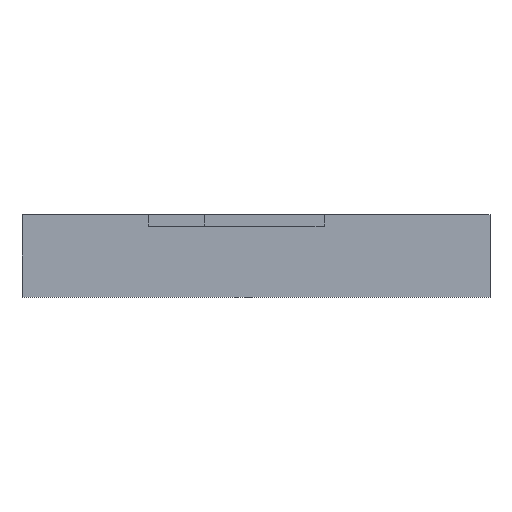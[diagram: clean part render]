
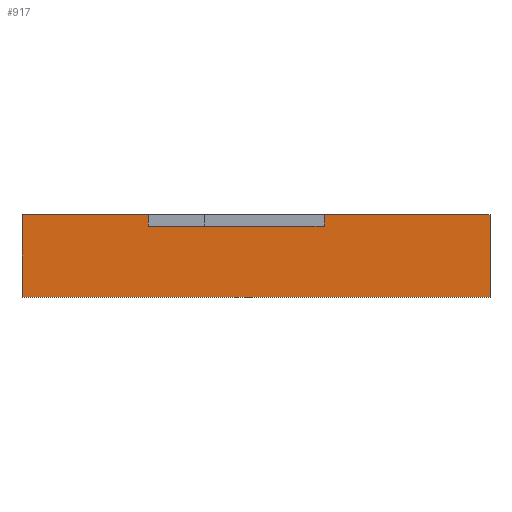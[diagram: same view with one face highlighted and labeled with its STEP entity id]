
A CAD part, left-side view. The second image highlights one B-rep face of the part: STEP entity #917.
In plain terms, the highlighted planar face has unit normal (-1, 0, 0).
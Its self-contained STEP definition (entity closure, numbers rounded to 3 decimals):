
#218 = CARTESIAN_POINT ( 'NONE',  ( -6.33, -2.05, 0.9 ) ) ;
#220 = ORIENTED_EDGE ( 'NONE', *, *, #3214, .T. ) ;
#261 = EDGE_CURVE ( 'NONE', #2377, #1169, #2194, .T. ) ;
#294 = LINE ( 'NONE', #218, #656 ) ;
#312 = DIRECTION ( 'NONE',  ( 0., -1., 0. ) ) ;
#356 = CARTESIAN_POINT ( 'NONE',  ( -6.33, 3.25, 1.25 ) ) ;
#413 = DIRECTION ( 'NONE',  ( 0., -1., 0. ) ) ;
#447 = VERTEX_POINT ( 'NONE', #3501 ) ;
#533 = DIRECTION ( 'NONE',  ( 0., 0., -1. ) ) ;
#535 = LINE ( 'NONE', #3813, #811 ) ;
#656 = VECTOR ( 'NONE', #1725, 1000. ) ;
#682 = CARTESIAN_POINT ( 'NONE',  ( -6.33, 7.05, 1.25 ) ) ;
#724 = CARTESIAN_POINT ( 'NONE',  ( -6.33, -2.05, 1.25 ) ) ;
#811 = VECTOR ( 'NONE', #312, 1000. ) ;
#839 = VECTOR ( 'NONE', #3323, 1000. ) ;
#917 = ADVANCED_FACE ( 'NONE', ( #1029 ), #3789, .F. ) ;
#950 = CARTESIAN_POINT ( 'NONE',  ( -6.33, -7.05, 0. ) ) ;
#1029 = FACE_OUTER_BOUND ( 'NONE', #1805, .T. ) ;
#1165 = CARTESIAN_POINT ( 'NONE',  ( -6.33, -7.05, 1.25 ) ) ;
#1166 = CARTESIAN_POINT ( 'NONE',  ( -6.33, 3.25, 0.9 ) ) ;
#1169 = VERTEX_POINT ( 'NONE', #1245 ) ;
#1208 = VECTOR ( 'NONE', #413, 1000. ) ;
#1245 = CARTESIAN_POINT ( 'NONE',  ( -6.33, 7.05, 1.25 ) ) ;
#1270 = DIRECTION ( 'NONE',  ( 0., -1., 0. ) ) ;
#1325 = CARTESIAN_POINT ( 'NONE',  ( -6.33, 7.05, -1.25 ) ) ;
#1327 = LINE ( 'NONE', #2739, #1884 ) ;
#1424 = VECTOR ( 'NONE', #2543, 1000. ) ;
#1429 = CARTESIAN_POINT ( 'NONE',  ( -6.33, 7.05, 1.25 ) ) ;
#1435 = EDGE_CURVE ( 'NONE', #1169, #3353, #3418, .T. ) ;
#1452 = VERTEX_POINT ( 'NONE', #724 ) ;
#1725 = DIRECTION ( 'NONE',  ( 0., 0., -1. ) ) ;
#1741 = ORIENTED_EDGE ( 'NONE', *, *, #2213, .F. ) ;
#1805 = EDGE_LOOP ( 'NONE', ( #220, #2852, #2465, #3153, #1741, #2247, #2139, #2016 ) ) ;
#1884 = VECTOR ( 'NONE', #1270, 1000. ) ;
#1899 = CARTESIAN_POINT ( 'NONE',  ( -6.33, 7.05, 1.25 ) ) ;
#1932 = VECTOR ( 'NONE', #2332, 1000. ) ;
#1969 = CARTESIAN_POINT ( 'NONE',  ( -6.33, -7.05, -1.25 ) ) ;
#2016 = ORIENTED_EDGE ( 'NONE', *, *, #2717, .F. ) ;
#2019 = EDGE_CURVE ( 'NONE', #1452, #3505, #294, .T. ) ;
#2139 = ORIENTED_EDGE ( 'NONE', *, *, #2019, .T. ) ;
#2194 = LINE ( 'NONE', #3416, #1424 ) ;
#2213 = EDGE_CURVE ( 'NONE', #2629, #2412, #3489, .T. ) ;
#2247 = ORIENTED_EDGE ( 'NONE', *, *, #3375, .F. ) ;
#2332 = DIRECTION ( 'NONE',  ( 0., 0., 1. ) ) ;
#2339 = DIRECTION ( 'NONE',  ( 1., 0., 0. ) ) ;
#2377 = VERTEX_POINT ( 'NONE', #1325 ) ;
#2412 = VERTEX_POINT ( 'NONE', #1969 ) ;
#2465 = ORIENTED_EDGE ( 'NONE', *, *, #261, .F. ) ;
#2543 = DIRECTION ( 'NONE',  ( 0., 0., 1. ) ) ;
#2629 = VERTEX_POINT ( 'NONE', #1165 ) ;
#2716 = LINE ( 'NONE', #1166, #1932 ) ;
#2717 = EDGE_CURVE ( 'NONE', #447, #3505, #535, .T. ) ;
#2739 = CARTESIAN_POINT ( 'NONE',  ( -6.33, 7.05, -1.25 ) ) ;
#2852 = ORIENTED_EDGE ( 'NONE', *, *, #1435, .F. ) ;
#2932 = VECTOR ( 'NONE', #3002, 1000. ) ;
#3002 = DIRECTION ( 'NONE',  ( 0., 0., -1. ) ) ;
#3071 = CARTESIAN_POINT ( 'NONE',  ( -6.33, -2.05, 0.9 ) ) ;
#3078 = LINE ( 'NONE', #682, #839 ) ;
#3153 = ORIENTED_EDGE ( 'NONE', *, *, #3473, .T. ) ;
#3214 = EDGE_CURVE ( 'NONE', #447, #3353, #2716, .T. ) ;
#3323 = DIRECTION ( 'NONE',  ( 0., -1., 0. ) ) ;
#3353 = VERTEX_POINT ( 'NONE', #356 ) ;
#3375 = EDGE_CURVE ( 'NONE', #1452, #2629, #3078, .T. ) ;
#3416 = CARTESIAN_POINT ( 'NONE',  ( -6.33, 7.05, 1.25 ) ) ;
#3418 = LINE ( 'NONE', #1899, #1208 ) ;
#3473 = EDGE_CURVE ( 'NONE', #2377, #2412, #1327, .T. ) ;
#3489 = LINE ( 'NONE', #950, #2932 ) ;
#3501 = CARTESIAN_POINT ( 'NONE',  ( -6.33, 3.25, 0.9 ) ) ;
#3505 = VERTEX_POINT ( 'NONE', #3071 ) ;
#3655 = AXIS2_PLACEMENT_3D ( 'NONE', #1429, #2339, #533 ) ;
#3789 = PLANE ( 'NONE',  #3655 ) ;
#3813 = CARTESIAN_POINT ( 'NONE',  ( -6.33, 7.05, 0.9 ) ) ;
